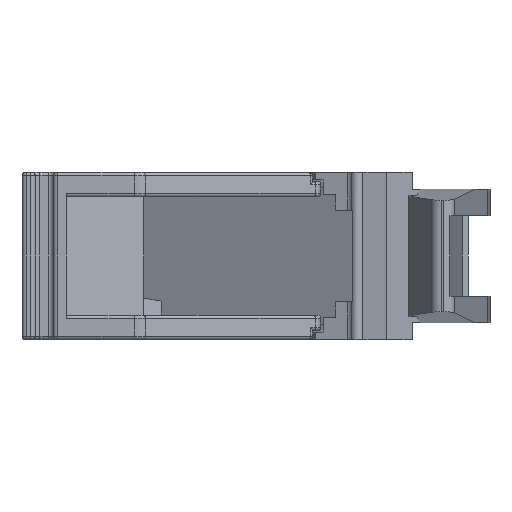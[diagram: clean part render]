
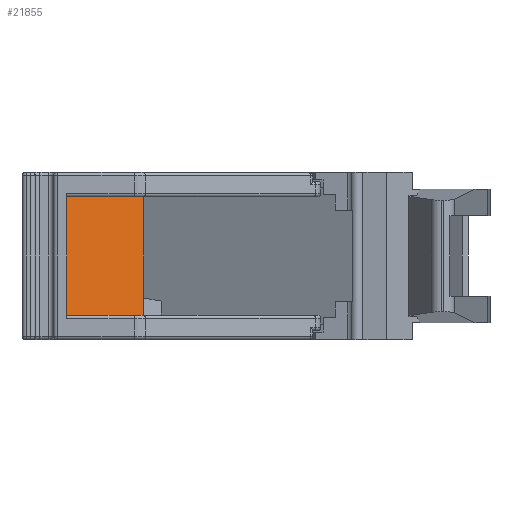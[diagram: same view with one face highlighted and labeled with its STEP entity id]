
A CAD part, front view. The second image highlights one B-rep face of the part: STEP entity #21855.
In plain terms, the highlighted planar face has unit normal (0.5, -0.866, 0).
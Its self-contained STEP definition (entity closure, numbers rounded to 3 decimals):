
#5961 = PLANE('',#5962);
#5962 = AXIS2_PLACEMENT_3D('',#5963,#5964,#5965);
#5963 = CARTESIAN_POINT('',(-21.556,21.233,1.1));
#5964 = DIRECTION('',(0.,0.,1.));
#5965 = DIRECTION('',(0.,1.,0.));
#6381 = VERTEX_POINT('',#6382);
#6382 = CARTESIAN_POINT('',(-16.15,-5.08,1.1));
#6397 = CYLINDRICAL_SURFACE('',#6398,0.3);
#6398 = AXIS2_PLACEMENT_3D('',#6399,#6400,#6401);
#6399 = CARTESIAN_POINT('',(-16.,-5.34,6.556));
#6400 = DIRECTION('',(0.,0.,-1.));
#6401 = DIRECTION('',(-1.,0.,0.));
#6409 = EDGE_CURVE('',#6410,#6381,#6412,.T.);
#6410 = VERTEX_POINT('',#6411);
#6411 = CARTESIAN_POINT('',(-11.65,-2.482,1.1));
#6412 = SURFACE_CURVE('',#6413,(#6417,#6424),.PCURVE_S1.);
#6413 = LINE('',#6414,#6415);
#6414 = CARTESIAN_POINT('',(-11.65,-2.482,1.1));
#6415 = VECTOR('',#6416,1.);
#6416 = DIRECTION('',(-0.866,-0.5,0.));
#6417 = PCURVE('',#5961,#6418);
#6418 = DEFINITIONAL_REPRESENTATION('',(#6419),#6423);
#6419 = LINE('',#6420,#6421);
#6420 = CARTESIAN_POINT('',(-23.715,-9.906));
#6421 = VECTOR('',#6422,1.);
#6422 = DIRECTION('',(-0.5,0.866));
#6423 = ( GEOMETRIC_REPRESENTATION_CONTEXT(2) 
PARAMETRIC_REPRESENTATION_CONTEXT() REPRESENTATION_CONTEXT('2D SPACE',''
  ) );
#6424 = PCURVE('',#6425,#6430);
#6425 = PLANE('',#6426);
#6426 = AXIS2_PLACEMENT_3D('',#6427,#6428,#6429);
#6427 = CARTESIAN_POINT('',(-11.65,-2.482,1.1));
#6428 = DIRECTION('',(-0.5,0.866,0.));
#6429 = DIRECTION('',(-0.866,-0.5,0.));
#6430 = DEFINITIONAL_REPRESENTATION('',(#6431),#6435);
#6431 = LINE('',#6432,#6433);
#6432 = CARTESIAN_POINT('',(0.,0.));
#6433 = VECTOR('',#6434,1.);
#6434 = DIRECTION('',(1.,0.));
#6435 = ( GEOMETRIC_REPRESENTATION_CONTEXT(2) 
PARAMETRIC_REPRESENTATION_CONTEXT() REPRESENTATION_CONTEXT('2D SPACE',''
  ) );
#6453 = PLANE('',#6454);
#6454 = AXIS2_PLACEMENT_3D('',#6455,#6456,#6457);
#6455 = CARTESIAN_POINT('',(-11.65,1.645,3.75));
#6456 = DIRECTION('',(-1.,0.,0.));
#6457 = DIRECTION('',(0.,-1.,0.));
#7078 = PLANE('',#7079);
#7079 = AXIS2_PLACEMENT_3D('',#7080,#7081,#7082);
#7080 = CARTESIAN_POINT('',(-21.556,21.233,6.4));
#7081 = DIRECTION('',(0.,0.,1.));
#7082 = DIRECTION('',(0.,1.,0.));
#7098 = VERTEX_POINT('',#7099);
#7099 = CARTESIAN_POINT('',(-11.65,-2.482,6.4));
#7120 = EDGE_CURVE('',#7098,#7121,#7123,.T.);
#7121 = VERTEX_POINT('',#7122);
#7122 = CARTESIAN_POINT('',(-16.15,-5.08,6.4));
#7123 = SURFACE_CURVE('',#7124,(#7128,#7135),.PCURVE_S1.);
#7124 = LINE('',#7125,#7126);
#7125 = CARTESIAN_POINT('',(-11.65,-2.482,6.4));
#7126 = VECTOR('',#7127,1.);
#7127 = DIRECTION('',(-0.866,-0.5,0.));
#7128 = PCURVE('',#7078,#7129);
#7129 = DEFINITIONAL_REPRESENTATION('',(#7130),#7134);
#7130 = LINE('',#7131,#7132);
#7131 = CARTESIAN_POINT('',(-23.715,-9.906));
#7132 = VECTOR('',#7133,1.);
#7133 = DIRECTION('',(-0.5,0.866));
#7134 = ( GEOMETRIC_REPRESENTATION_CONTEXT(2) 
PARAMETRIC_REPRESENTATION_CONTEXT() REPRESENTATION_CONTEXT('2D SPACE',''
  ) );
#7135 = PCURVE('',#6425,#7136);
#7136 = DEFINITIONAL_REPRESENTATION('',(#7137),#7141);
#7137 = LINE('',#7138,#7139);
#7138 = CARTESIAN_POINT('',(0.,5.3));
#7139 = VECTOR('',#7140,1.);
#7140 = DIRECTION('',(1.,0.));
#7141 = ( GEOMETRIC_REPRESENTATION_CONTEXT(2) 
PARAMETRIC_REPRESENTATION_CONTEXT() REPRESENTATION_CONTEXT('2D SPACE',''
  ) );
#21727 = EDGE_CURVE('',#6410,#7098,#21728,.T.);
#21728 = SURFACE_CURVE('',#21729,(#21733,#21740),.PCURVE_S1.);
#21729 = LINE('',#21730,#21731);
#21730 = CARTESIAN_POINT('',(-11.65,-2.482,1.1));
#21731 = VECTOR('',#21732,1.);
#21732 = DIRECTION('',(0.,0.,1.));
#21733 = PCURVE('',#6453,#21734);
#21734 = DEFINITIONAL_REPRESENTATION('',(#21735),#21739);
#21735 = LINE('',#21736,#21737);
#21736 = CARTESIAN_POINT('',(4.127,-2.65));
#21737 = VECTOR('',#21738,1.);
#21738 = DIRECTION('',(0.,1.));
#21739 = ( GEOMETRIC_REPRESENTATION_CONTEXT(2) 
PARAMETRIC_REPRESENTATION_CONTEXT() REPRESENTATION_CONTEXT('2D SPACE',''
  ) );
#21740 = PCURVE('',#6425,#21741);
#21741 = DEFINITIONAL_REPRESENTATION('',(#21742),#21746);
#21742 = LINE('',#21743,#21744);
#21743 = CARTESIAN_POINT('',(0.,0.));
#21744 = VECTOR('',#21745,1.);
#21745 = DIRECTION('',(0.,1.));
#21746 = ( GEOMETRIC_REPRESENTATION_CONTEXT(2) 
PARAMETRIC_REPRESENTATION_CONTEXT() REPRESENTATION_CONTEXT('2D SPACE',''
  ) );
#21855 = ADVANCED_FACE('',(#21856),#6425,.F.);
#21856 = FACE_BOUND('',#21857,.F.);
#21857 = EDGE_LOOP('',(#21858,#21879,#21880,#21881));
#21858 = ORIENTED_EDGE('',*,*,#21859,.F.);
#21859 = EDGE_CURVE('',#7121,#6381,#21860,.T.);
#21860 = SURFACE_CURVE('',#21861,(#21865,#21872),.PCURVE_S1.);
#21861 = LINE('',#21862,#21863);
#21862 = CARTESIAN_POINT('',(-16.15,-5.08,6.4));
#21863 = VECTOR('',#21864,1.);
#21864 = DIRECTION('',(0.,0.,-1.));
#21865 = PCURVE('',#6425,#21866);
#21866 = DEFINITIONAL_REPRESENTATION('',(#21867),#21871);
#21867 = LINE('',#21868,#21869);
#21868 = CARTESIAN_POINT('',(5.196,5.3));
#21869 = VECTOR('',#21870,1.);
#21870 = DIRECTION('',(0.,-1.));
#21871 = ( GEOMETRIC_REPRESENTATION_CONTEXT(2) 
PARAMETRIC_REPRESENTATION_CONTEXT() REPRESENTATION_CONTEXT('2D SPACE',''
  ) );
#21872 = PCURVE('',#6397,#21873);
#21873 = DEFINITIONAL_REPRESENTATION('',(#21874),#21878);
#21874 = LINE('',#21875,#21876);
#21875 = CARTESIAN_POINT('',(1.047,0.156));
#21876 = VECTOR('',#21877,1.);
#21877 = DIRECTION('',(0.,1.));
#21878 = ( GEOMETRIC_REPRESENTATION_CONTEXT(2) 
PARAMETRIC_REPRESENTATION_CONTEXT() REPRESENTATION_CONTEXT('2D SPACE',''
  ) );
#21879 = ORIENTED_EDGE('',*,*,#7120,.F.);
#21880 = ORIENTED_EDGE('',*,*,#21727,.F.);
#21881 = ORIENTED_EDGE('',*,*,#6409,.T.);
